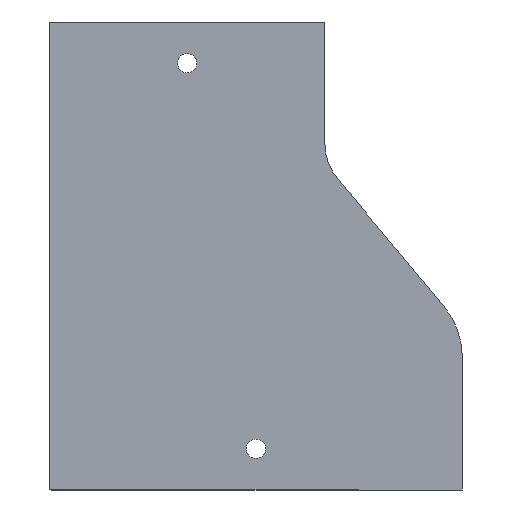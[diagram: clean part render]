
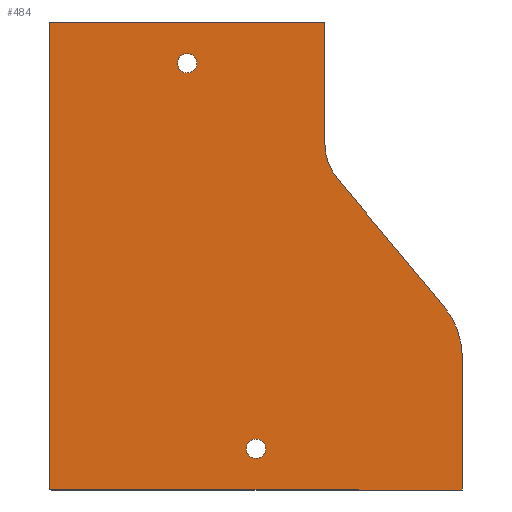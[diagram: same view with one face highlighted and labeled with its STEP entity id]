
A CAD part, front view. The second image highlights one B-rep face of the part: STEP entity #484.
In plain terms, the highlighted planar face has unit normal (0, -1, 0).
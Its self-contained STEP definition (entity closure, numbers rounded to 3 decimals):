
#12 = CARTESIAN_POINT ( 'NONE',  ( 0., 0., -170. ) ) ;
#25 = CARTESIAN_POINT ( 'NONE',  ( 100., 0., -44.139 ) ) ;
#31 = CARTESIAN_POINT ( 'NONE',  ( 143.047, 0., -103.035 ) ) ;
#32 = CARTESIAN_POINT ( 'NONE',  ( 104.636, 0., -56.942 ) ) ;
#55 = CARTESIAN_POINT ( 'NONE',  ( 150., 0., -170. ) ) ;
#67 = CARTESIAN_POINT ( 'NONE',  ( 150., 0., -122.241 ) ) ;
#186 = CARTESIAN_POINT ( 'NONE',  ( 75., 0., -158.5 ) ) ;
#188 = CARTESIAN_POINT ( 'NONE',  ( 50., 0., -18.5 ) ) ;
#298 = DIRECTION ( 'NONE',  ( 0., 1., 0. ) ) ;
#317 = CARTESIAN_POINT ( 'NONE',  ( -120., 0., -44.139 ) ) ;
#329 = DIRECTION ( 'NONE',  ( 0., 0., 1. ) ) ;
#334 = PLANE ( 'NONE',  #585 ) ;
#484 = ADVANCED_FACE ( 'NONE', ( #1736, #1742, #1738 ), #334, .F. ) ;
#549 = AXIS2_PLACEMENT_3D ( 'NONE', #1420, #1421, #1422 ) ;
#550 = AXIS2_PLACEMENT_3D ( 'NONE', #1417, #1418, #1419 ) ;
#551 = AXIS2_PLACEMENT_3D ( 'NONE', #1410, #1411, #1412 ) ;
#552 = AXIS2_PLACEMENT_3D ( 'NONE', #1407, #1408, #1409 ) ;
#585 = AXIS2_PLACEMENT_3D ( 'NONE', #317, #298, #329 ) ;
#625 = EDGE_CURVE ( 'NONE', #1612, #1579, #707, .T. ) ;
#653 = EDGE_CURVE ( 'NONE', #1642, #1654, #756, .T. ) ;
#675 = EDGE_CURVE ( 'NONE', #1576, #1579, #794, .T. ) ;
#678 = EDGE_CURVE ( 'NONE', #1642, #1599, #800, .T. ) ;
#683 = EDGE_CURVE ( 'NONE', #934, #934, #810, .T. ) ;
#684 = EDGE_CURVE ( 'NONE', #936, #936, #814, .T. ) ;
#685 = EDGE_CURVE ( 'NONE', #1599, #1576, #812, .T. ) ;
#686 = EDGE_CURVE ( 'NONE', #1654, #1618, #813, .T. ) ;
#687 = EDGE_CURVE ( 'NONE', #1618, #1619, #817, .T. ) ;
#688 = EDGE_CURVE ( 'NONE', #1619, #1612, #815, .T. ) ;
#707 = LINE ( 'NONE', #1270, #714 ) ;
#714 = VECTOR ( 'NONE', #1274, 1000. ) ;
#756 = LINE ( 'NONE', #1339, #759 ) ;
#759 = VECTOR ( 'NONE', #1340, 1000. ) ;
#794 = LINE ( 'NONE', #1390, #797 ) ;
#797 = VECTOR ( 'NONE', #1391, 1000. ) ;
#800 = LINE ( 'NONE', #1396, #803 ) ;
#803 = VECTOR ( 'NONE', #1397, 1000. ) ;
#810 = CIRCLE ( 'NONE', #552, 3.5 ) ;
#812 = LINE ( 'NONE', #1399, #816 ) ;
#813 = CIRCLE ( 'NONE', #550, 30. ) ;
#814 = CIRCLE ( 'NONE', #551, 3.5 ) ;
#815 = CIRCLE ( 'NONE', #549, 20. ) ;
#816 = VECTOR ( 'NONE', #1413, 1000. ) ;
#817 = LINE ( 'NONE', #1406, #818 ) ;
#818 = VECTOR ( 'NONE', #1414, 1000. ) ;
#934 = VERTEX_POINT ( 'NONE', #186 ) ;
#936 = VERTEX_POINT ( 'NONE', #188 ) ;
#1086 = ORIENTED_EDGE ( 'NONE', *, *, #625, .T. ) ;
#1087 = ORIENTED_EDGE ( 'NONE', *, *, #688, .T. ) ;
#1088 = ORIENTED_EDGE ( 'NONE', *, *, #687, .T. ) ;
#1089 = ORIENTED_EDGE ( 'NONE', *, *, #686, .T. ) ;
#1090 = ORIENTED_EDGE ( 'NONE', *, *, #653, .T. ) ;
#1091 = ORIENTED_EDGE ( 'NONE', *, *, #678, .F. ) ;
#1092 = ORIENTED_EDGE ( 'NONE', *, *, #685, .F. ) ;
#1093 = ORIENTED_EDGE ( 'NONE', *, *, #675, .F. ) ;
#1094 = ORIENTED_EDGE ( 'NONE', *, *, #684, .F. ) ;
#1095 = ORIENTED_EDGE ( 'NONE', *, *, #683, .F. ) ;
#1181 = EDGE_LOOP ( 'NONE', ( #1095 ) ) ;
#1197 = EDGE_LOOP ( 'NONE', ( #1094 ) ) ;
#1228 = EDGE_LOOP ( 'NONE', ( #1093, #1092, #1091, #1090, #1089, #1088, #1087, #1086 ) ) ;
#1270 = CARTESIAN_POINT ( 'NONE',  ( 100., 0., 0. ) ) ;
#1274 = DIRECTION ( 'NONE',  ( 0., 0., 1. ) ) ;
#1339 = CARTESIAN_POINT ( 'NONE',  ( 150., 0., -122.241 ) ) ;
#1340 = DIRECTION ( 'NONE',  ( 0., 0., 1. ) ) ;
#1390 = CARTESIAN_POINT ( 'NONE',  ( -100., 0., 0. ) ) ;
#1391 = DIRECTION ( 'NONE',  ( 1., 0., 0. ) ) ;
#1396 = CARTESIAN_POINT ( 'NONE',  ( -150., 0., -170. ) ) ;
#1397 = DIRECTION ( 'NONE',  ( -1., 0., 0. ) ) ;
#1399 = CARTESIAN_POINT ( 'NONE',  ( 0., 0., 0. ) ) ;
#1406 = CARTESIAN_POINT ( 'NONE',  ( 104.636, 0., -56.942 ) ) ;
#1407 = CARTESIAN_POINT ( 'NONE',  ( 75., 0., -155. ) ) ;
#1408 = DIRECTION ( 'NONE',  ( 0., -1., 0. ) ) ;
#1409 = DIRECTION ( 'NONE',  ( 0., 0., -1. ) ) ;
#1410 = CARTESIAN_POINT ( 'NONE',  ( 50., 0., -15. ) ) ;
#1411 = DIRECTION ( 'NONE',  ( 0., -1., 0. ) ) ;
#1412 = DIRECTION ( 'NONE',  ( 0., 0., -1. ) ) ;
#1413 = DIRECTION ( 'NONE',  ( 0., 0., 1. ) ) ;
#1414 = DIRECTION ( 'NONE',  ( -0.64, 0., 0.768 ) ) ;
#1417 = CARTESIAN_POINT ( 'NONE',  ( 120., 0., -122.241 ) ) ;
#1418 = DIRECTION ( 'NONE',  ( 0., -1., 0. ) ) ;
#1419 = DIRECTION ( 'NONE',  ( 0., 0., 1. ) ) ;
#1420 = CARTESIAN_POINT ( 'NONE',  ( 120., 0., -44.139 ) ) ;
#1421 = DIRECTION ( 'NONE',  ( 0., 1., 0. ) ) ;
#1422 = DIRECTION ( 'NONE',  ( 0., 0., 1. ) ) ;
#1469 = CARTESIAN_POINT ( 'NONE',  ( 0., 0., 0. ) ) ;
#1472 = CARTESIAN_POINT ( 'NONE',  ( 100., 0., 0. ) ) ;
#1576 = VERTEX_POINT ( 'NONE', #1469 ) ;
#1579 = VERTEX_POINT ( 'NONE', #1472 ) ;
#1599 = VERTEX_POINT ( 'NONE', #12 ) ;
#1612 = VERTEX_POINT ( 'NONE', #25 ) ;
#1618 = VERTEX_POINT ( 'NONE', #31 ) ;
#1619 = VERTEX_POINT ( 'NONE', #32 ) ;
#1642 = VERTEX_POINT ( 'NONE', #55 ) ;
#1654 = VERTEX_POINT ( 'NONE', #67 ) ;
#1736 = FACE_BOUND ( 'NONE', #1181, .T. ) ;
#1738 = FACE_OUTER_BOUND ( 'NONE', #1228, .T. ) ;
#1742 = FACE_BOUND ( 'NONE', #1197, .T. ) ;
